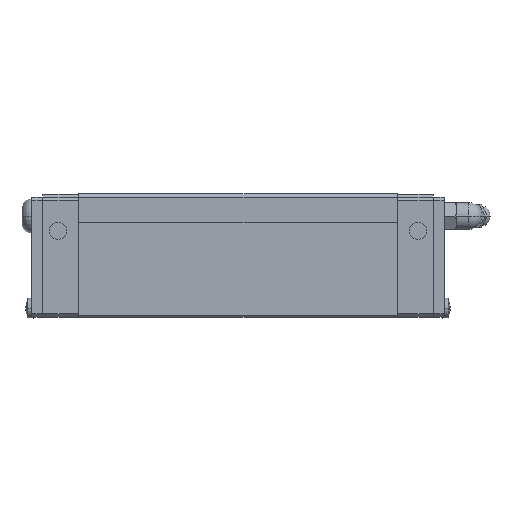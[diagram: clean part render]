
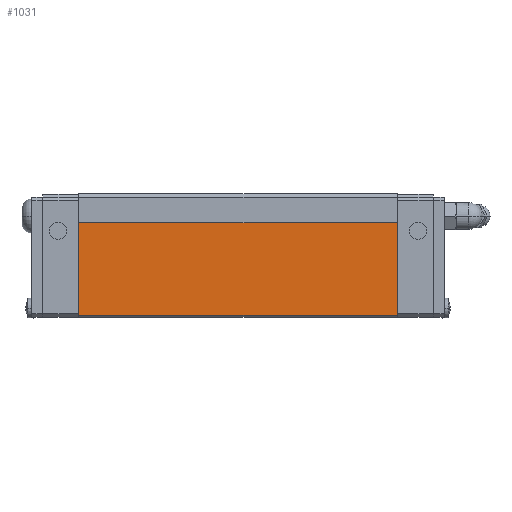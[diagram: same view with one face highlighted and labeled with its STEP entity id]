
A CAD part, left-side view. The second image highlights one B-rep face of the part: STEP entity #1031.
In plain terms, the highlighted planar face has unit normal (-1, 0, 0).
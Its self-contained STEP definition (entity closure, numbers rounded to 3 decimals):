
#1031=ADVANCED_FACE('',(#2109),#2110,.T.);
#2109=FACE_OUTER_BOUND('',#3227,.T.);
#2110=PLANE('',#3228);
#3227=EDGE_LOOP('',(#6407,#6408,#6409,#6410));
#3228=AXIS2_PLACEMENT_3D('',#6411,#6412,#6413);
#6407=ORIENTED_EDGE('',*,*,#7896,.F.);
#6408=ORIENTED_EDGE('',*,*,#7941,.F.);
#6409=ORIENTED_EDGE('',*,*,#7874,.F.);
#6410=ORIENTED_EDGE('',*,*,#7939,.T.);
#6411=CARTESIAN_POINT('',(-29.575,60.201,12.5));
#6412=DIRECTION('',(-1.0,0.0,0.0));
#6413=DIRECTION('',(0.0,0.0,1.0));
#7874=EDGE_CURVE('',#9754,#9756,#9757,.T.);
#7896=EDGE_CURVE('',#9784,#9786,#9787,.T.);
#7939=EDGE_CURVE('',#9754,#9786,#9844,.T.);
#7941=EDGE_CURVE('',#9756,#9784,#9846,.T.);
#9754=VERTEX_POINT('',#13325);
#9756=VERTEX_POINT('',#13328);
#9757=LINE('',#13329,#13330);
#9784=VERTEX_POINT('',#13370);
#9786=VERTEX_POINT('',#13373);
#9787=LINE('',#13374,#13375);
#9844=LINE('',#13459,#13460);
#9846=LINE('',#13462,#13463);
#13325=CARTESIAN_POINT('',(-29.575,13.701,33.5));
#13328=CARTESIAN_POINT('',(-29.575,13.701,6.575));
#13329=CARTESIAN_POINT('',(-29.575,13.701,18.25));
#13330=VECTOR('',#14739,1.0);
#13370=CARTESIAN_POINT('',(-29.575,106.701,6.575));
#13373=CARTESIAN_POINT('',(-29.575,106.701,33.5));
#13374=CARTESIAN_POINT('',(-29.575,106.701,18.25));
#13375=VECTOR('',#14754,1.0);
#13459=CARTESIAN_POINT('',(-29.575,60.201,33.5));
#13460=VECTOR('',#14794,1.0);
#13462=CARTESIAN_POINT('',(-29.575,83.451,6.575));
#13463=VECTOR('',#14795,1.0);
#14739=DIRECTION('',(-0.0,-0.0,-1.0));
#14754=DIRECTION('',(0.0,0.0,1.0));
#14794=DIRECTION('',(0.0,1.0,0.0));
#14795=DIRECTION('',(0.0,1.0,-0.0));
